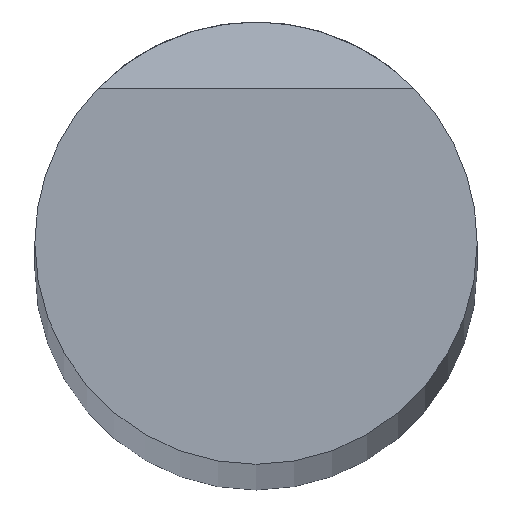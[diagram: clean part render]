
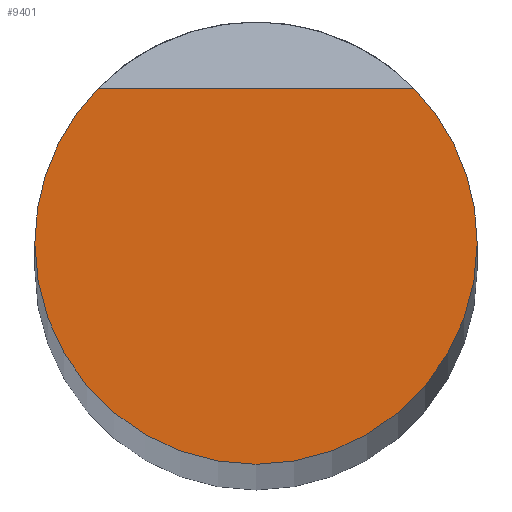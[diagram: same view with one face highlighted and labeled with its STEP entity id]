
A CAD part, top view. The second image highlights one B-rep face of the part: STEP entity #9401.
In plain terms, the highlighted planar face has unit normal (0, 0, 1).
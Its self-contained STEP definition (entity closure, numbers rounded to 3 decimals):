
#525 = CARTESIAN_POINT ( 'NONE',  ( 7.5, 0., 499.03 ) ) ;
#593 = DIRECTION ( 'NONE',  ( -1., 0., 0. ) ) ;
#955 = VERTEX_POINT ( 'NONE', #525 ) ;
#1374 = CIRCLE ( 'NONE', #6245, 7.5 ) ;
#1497 = ORIENTED_EDGE ( 'NONE', *, *, #1942, .F. ) ;
#1942 = EDGE_CURVE ( 'NONE', #3903, #955, #1374, .T. ) ;
#2228 = AXIS2_PLACEMENT_3D ( 'NONE', #7946, #6919, #11005 ) ;
#2820 = VECTOR ( 'NONE', #593, 1000. ) ;
#2937 = CARTESIAN_POINT ( 'NONE',  ( -5.356, 5.25, 499.03 ) ) ;
#2977 = CARTESIAN_POINT ( 'NONE',  ( -7.5, 0., 499.03 ) ) ;
#3552 = CARTESIAN_POINT ( 'NONE',  ( 0., 0., 499.03 ) ) ;
#3903 = VERTEX_POINT ( 'NONE', #8444 ) ;
#3950 = EDGE_CURVE ( 'NONE', #955, #9432, #11609, .T. ) ;
#4038 = CARTESIAN_POINT ( 'NONE',  ( 0., 0., 499.03 ) ) ;
#4207 = EDGE_LOOP ( 'NONE', ( #1497, #5025, #10472, #4768 ) ) ;
#4464 = DIRECTION ( 'NONE',  ( 0., 0., -1. ) ) ;
#4562 = FACE_OUTER_BOUND ( 'NONE', #4207, .T. ) ;
#4662 = AXIS2_PLACEMENT_3D ( 'NONE', #4038, #4861, #11827 ) ;
#4768 = ORIENTED_EDGE ( 'NONE', *, *, #3950, .F. ) ;
#4861 = DIRECTION ( 'NONE',  ( 0., 0., -1. ) ) ;
#5025 = ORIENTED_EDGE ( 'NONE', *, *, #10118, .T. ) ;
#5107 = VERTEX_POINT ( 'NONE', #2937 ) ;
#5340 = DIRECTION ( 'NONE',  ( 0., 0., 1. ) ) ;
#6210 = LINE ( 'NONE', #9332, #2820 ) ;
#6245 = AXIS2_PLACEMENT_3D ( 'NONE', #7105, #4464, #11423 ) ;
#6919 = DIRECTION ( 'NONE',  ( 0., 0., -1. ) ) ;
#7105 = CARTESIAN_POINT ( 'NONE',  ( 0., 0., 499.03 ) ) ;
#7946 = CARTESIAN_POINT ( 'NONE',  ( 0., 0., 499.03 ) ) ;
#8314 = AXIS2_PLACEMENT_3D ( 'NONE', #3552, #5340, #9244 ) ;
#8444 = CARTESIAN_POINT ( 'NONE',  ( 5.356, 5.25, 499.03 ) ) ;
#8467 = PLANE ( 'NONE',  #8314 ) ;
#9244 = DIRECTION ( 'NONE',  ( 1., 0., 0. ) ) ;
#9332 = CARTESIAN_POINT ( 'NONE',  ( 0., 5.25, 499.03 ) ) ;
#9401 = ADVANCED_FACE ( 'NONE', ( #4562 ), #8467, .T. ) ;
#9432 = VERTEX_POINT ( 'NONE', #2977 ) ;
#10118 = EDGE_CURVE ( 'NONE', #3903, #5107, #6210, .T. ) ;
#10472 = ORIENTED_EDGE ( 'NONE', *, *, #11067, .F. ) ;
#11005 = DIRECTION ( 'NONE',  ( -1., 0., 0. ) ) ;
#11067 = EDGE_CURVE ( 'NONE', #9432, #5107, #11598, .T. ) ;
#11423 = DIRECTION ( 'NONE',  ( -1., 0., 0. ) ) ;
#11598 = CIRCLE ( 'NONE', #2228, 7.5 ) ;
#11609 = CIRCLE ( 'NONE', #4662, 7.5 ) ;
#11827 = DIRECTION ( 'NONE',  ( -1., 0., 0. ) ) ;
